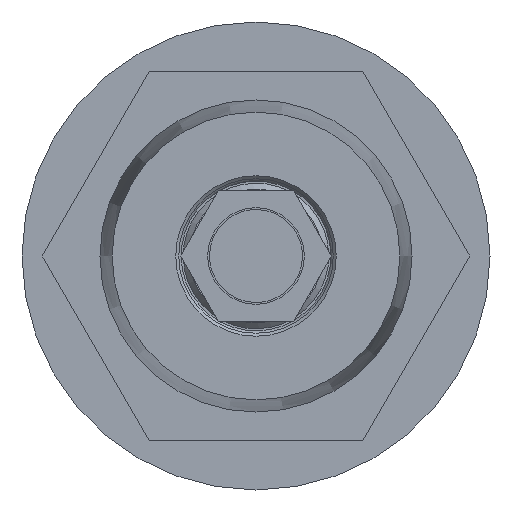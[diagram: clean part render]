
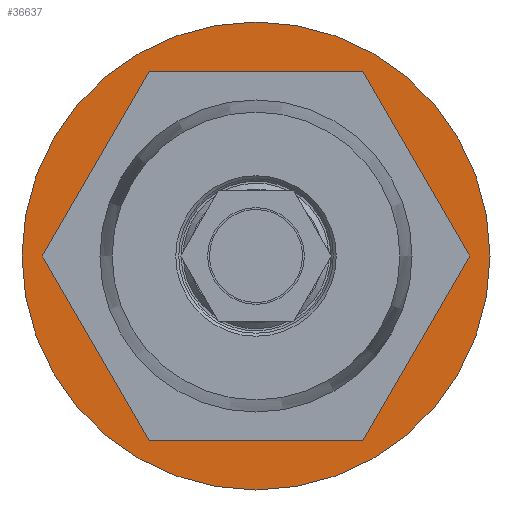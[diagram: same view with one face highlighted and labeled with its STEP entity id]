
A CAD part, front view. The second image highlights one B-rep face of the part: STEP entity #36637.
In plain terms, the highlighted planar face has unit normal (0, -1, 0).
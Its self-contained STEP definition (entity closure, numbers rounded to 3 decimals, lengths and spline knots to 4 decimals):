
#4891=FACE_BOUND('',#10726,.T.);
#5045=PLANE('',#39168);
#8370=FACE_OUTER_BOUND('',#10725,.T.);
#10725=EDGE_LOOP('',(#25547));
#10726=EDGE_LOOP('',(#25548,#25549,#25550,#25551,#25552,#25553));
#13189=LINE('',#46068,#14523);
#13193=LINE('',#46076,#14527);
#13196=LINE('',#46082,#14530);
#13199=LINE('',#46088,#14533);
#13202=LINE('',#46094,#14536);
#13205=LINE('',#46099,#14539);
#14523=VECTOR('',#41058,0.3937);
#14527=VECTOR('',#41064,0.3937);
#14530=VECTOR('',#41069,0.3937);
#14533=VECTOR('',#41074,0.3937);
#14536=VECTOR('',#41079,0.3937);
#14539=VECTOR('',#41084,0.3937);
#15859=CIRCLE('',#39167,0.7874);
#16555=VERTEX_POINT('',#46066);
#16556=VERTEX_POINT('',#46067);
#16559=VERTEX_POINT('',#46075);
#16561=VERTEX_POINT('',#46081);
#16563=VERTEX_POINT('',#46087);
#16565=VERTEX_POINT('',#46093);
#16575=VERTEX_POINT('',#46130);
#19885=EDGE_CURVE('',#16555,#16556,#13189,.T.);
#19889=EDGE_CURVE('',#16559,#16555,#13193,.T.);
#19892=EDGE_CURVE('',#16561,#16559,#13196,.T.);
#19895=EDGE_CURVE('',#16563,#16561,#13199,.T.);
#19898=EDGE_CURVE('',#16565,#16563,#13202,.T.);
#19901=EDGE_CURVE('',#16556,#16565,#13205,.T.);
#19915=EDGE_CURVE('',#16575,#16575,#15859,.T.);
#25547=ORIENTED_EDGE('',*,*,#19915,.T.);
#25548=ORIENTED_EDGE('',*,*,#19885,.T.);
#25549=ORIENTED_EDGE('',*,*,#19901,.T.);
#25550=ORIENTED_EDGE('',*,*,#19898,.T.);
#25551=ORIENTED_EDGE('',*,*,#19895,.T.);
#25552=ORIENTED_EDGE('',*,*,#19892,.T.);
#25553=ORIENTED_EDGE('',*,*,#19889,.T.);
#36637=ADVANCED_FACE('',(#8370,#4891),#5045,.T.);
#39167=AXIS2_PLACEMENT_3D('',#46131,#41124,#41125);
#39168=AXIS2_PLACEMENT_3D('',#46133,#41127,#41128);
#41058=DIRECTION('',(-0.5,0.,-0.866));
#41064=DIRECTION('',(0.5,0.,-0.866));
#41069=DIRECTION('',(1.,0.,0.));
#41074=DIRECTION('',(0.5,0.,0.866));
#41079=DIRECTION('',(-0.5,0.,0.866));
#41084=DIRECTION('',(-1.,0.,0.));
#41124=DIRECTION('center_axis',(0.,-1.,0.));
#41125=DIRECTION('ref_axis',(1.,0.,0.));
#41127=DIRECTION('center_axis',(0.,-1.,0.));
#41128=DIRECTION('ref_axis',(0.,0.,-1.));
#46066=CARTESIAN_POINT('',(0.7188,-0.611,0.));
#46067=CARTESIAN_POINT('',(0.3594,-0.611,-0.6225));
#46068=CARTESIAN_POINT('',(0.7065,-0.611,-0.0214));
#46075=CARTESIAN_POINT('',(0.3594,-0.611,0.6225));
#46076=CARTESIAN_POINT('',(0.5268,-0.611,0.3326));
#46081=CARTESIAN_POINT('',(-0.3594,-0.611,0.6225));
#46082=CARTESIAN_POINT('',(0.1303,-0.611,0.6225));
#46087=CARTESIAN_POINT('',(-0.7188,-0.611,0.));
#46088=CARTESIAN_POINT('',(-0.5515,-0.611,0.2899));
#46093=CARTESIAN_POINT('',(-0.3594,-0.611,-0.6225));
#46094=CARTESIAN_POINT('',(-0.3718,-0.611,-0.6011));
#46099=CARTESIAN_POINT('',(0.4897,-0.611,-0.6225));
#46130=CARTESIAN_POINT('',(-0.7874,-0.611,0.));
#46131=CARTESIAN_POINT('Origin',(0.,-0.611,0.));
#46133=CARTESIAN_POINT('Origin',(0.62,-0.611,0.));
